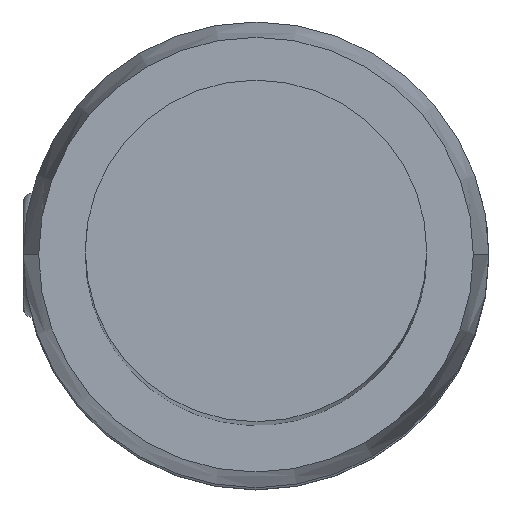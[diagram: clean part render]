
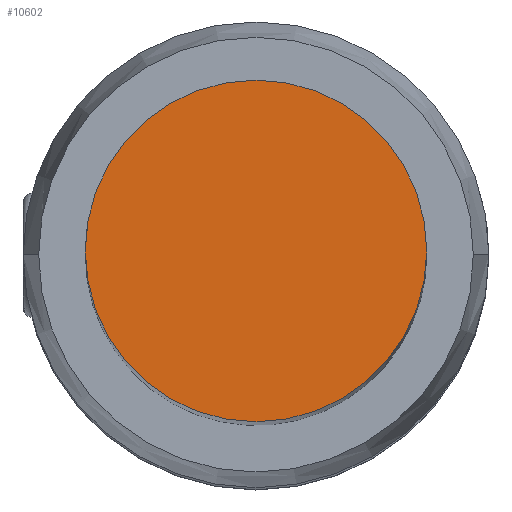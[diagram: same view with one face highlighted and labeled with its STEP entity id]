
A CAD part, top view. The second image highlights one B-rep face of the part: STEP entity #10602.
In plain terms, the highlighted planar face has unit normal (0, 0, 1).
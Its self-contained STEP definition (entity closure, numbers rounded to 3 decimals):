
#10541=AXIS2_PLACEMENT_3D('Circle Axis2P3D',#10539,#10540,$) ;
#10548=AXIS2_PLACEMENT_3D('Circle Axis2P3D',#10546,#10547,$) ;
#10573=AXIS2_PLACEMENT_3D('Circle Axis2P3D',#10571,#10572,$) ;
#10580=AXIS2_PLACEMENT_3D('Circle Axis2P3D',#10578,#10579,$) ;
#10594=AXIS2_PLACEMENT_3D('Plane Axis2P3D',#10591,#10592,#10593) ;
#10536=CARTESIAN_POINT('Vertex',(2.,7.5,124.089)) ;
#10539=CARTESIAN_POINT('Axis2P3D Location',(7.5,7.5,124.089)) ;
#10543=CARTESIAN_POINT('Vertex',(7.5,13.,124.089)) ;
#10546=CARTESIAN_POINT('Axis2P3D Location',(7.5,7.5,124.089)) ;
#10550=CARTESIAN_POINT('Vertex',(13.,7.5,124.089)) ;
#10571=CARTESIAN_POINT('Axis2P3D Location',(7.5,7.5,124.089)) ;
#10575=CARTESIAN_POINT('Vertex',(7.5,2.,124.089)) ;
#10578=CARTESIAN_POINT('Axis2P3D Location',(7.5,7.5,124.089)) ;
#10591=CARTESIAN_POINT('Axis2P3D Location',(7.5,7.5,124.089)) ;
#10540=DIRECTION('Axis2P3D Direction',(0.,-0.,-1.)) ;
#10547=DIRECTION('Axis2P3D Direction',(0.,-0.,-1.)) ;
#10572=DIRECTION('Axis2P3D Direction',(0.,-0.,-1.)) ;
#10579=DIRECTION('Axis2P3D Direction',(0.,-0.,-1.)) ;
#10592=DIRECTION('Axis2P3D Direction',(0.,-0.,1.)) ;
#10593=DIRECTION('Axis2P3D XDirection',(1.,0.,0.)) ;
#10597=ORIENTED_EDGE('',*,*,#10545,.T.) ;
#10598=ORIENTED_EDGE('',*,*,#10582,.T.) ;
#10599=ORIENTED_EDGE('',*,*,#10577,.T.) ;
#10600=ORIENTED_EDGE('',*,*,#10552,.T.) ;
#10602=ADVANCED_FACE('Hauptkoerper',(#10601),#10595,.T.) ;
#10542=CIRCLE('generated circle',#10541,5.5) ;
#10549=CIRCLE('generated circle',#10548,5.5) ;
#10574=CIRCLE('generated circle',#10573,5.5) ;
#10581=CIRCLE('generated circle',#10580,5.5) ;
#10545=EDGE_CURVE('',#10544,#10537,#10542,.F.) ;
#10552=EDGE_CURVE('',#10551,#10544,#10549,.F.) ;
#10577=EDGE_CURVE('',#10576,#10551,#10574,.F.) ;
#10582=EDGE_CURVE('',#10537,#10576,#10581,.F.) ;
#10596=EDGE_LOOP('',(#10597,#10598,#10599,#10600)) ;
#10601=FACE_OUTER_BOUND('',#10596,.T.) ;
#10595=PLANE('',#10594) ;
#10537=VERTEX_POINT('',#10536) ;
#10544=VERTEX_POINT('',#10543) ;
#10551=VERTEX_POINT('',#10550) ;
#10576=VERTEX_POINT('',#10575) ;
